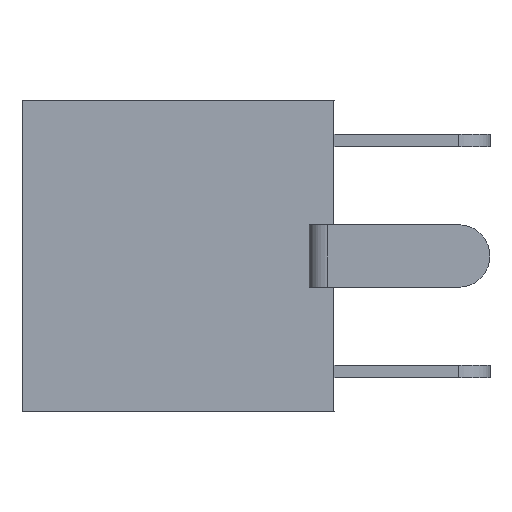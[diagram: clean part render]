
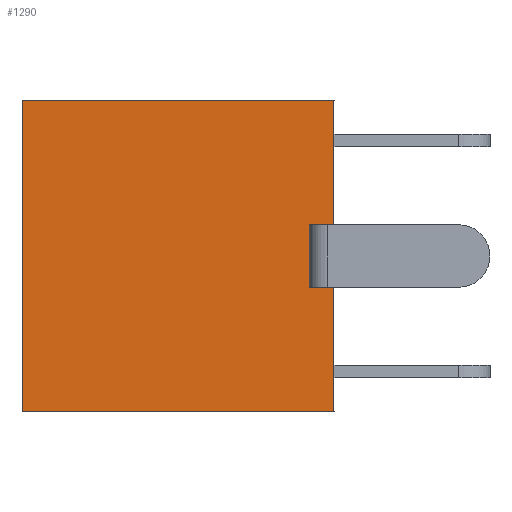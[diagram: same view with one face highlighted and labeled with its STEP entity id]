
A CAD part, left-side view. The second image highlights one B-rep face of the part: STEP entity #1290.
In plain terms, the highlighted planar face has unit normal (-1, 0, 0).
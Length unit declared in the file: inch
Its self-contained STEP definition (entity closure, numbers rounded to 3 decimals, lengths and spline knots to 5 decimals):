
#42 = EDGE_CURVE ( 'NONE', #637, #649, #589, .T. ) ;
#110 = ORIENTED_EDGE ( 'NONE', *, *, #1572, .F. ) ;
#126 = DIRECTION ( 'NONE',  ( 0., -1., 0. ) ) ;
#143 = VERTEX_POINT ( 'NONE', #1616 ) ;
#203 = DIRECTION ( 'NONE',  ( 0., 0., -1. ) ) ;
#241 = CARTESIAN_POINT ( 'NONE',  ( -0.4252, -0.09843, -0.09843 ) ) ;
#368 = CARTESIAN_POINT ( 'NONE',  ( -0.4252, -0.09843, 0.09843 ) ) ;
#418 = ORIENTED_EDGE ( 'NONE', *, *, #1484, .F. ) ;
#461 = VERTEX_POINT ( 'NONE', #544 ) ;
#544 = CARTESIAN_POINT ( 'NONE',  ( -0.4252, 0.09843, 0.09843 ) ) ;
#589 = LINE ( 'NONE', #368, #1598 ) ;
#637 = VERTEX_POINT ( 'NONE', #241 ) ;
#649 = VERTEX_POINT ( 'NONE', #1366 ) ;
#657 = LINE ( 'NONE', #1534, #1225 ) ;
#687 = FACE_OUTER_BOUND ( 'NONE', #1612, .T. ) ;
#688 = ORIENTED_EDGE ( 'NONE', *, *, #1260, .T. ) ;
#806 = ORIENTED_EDGE ( 'NONE', *, *, #42, .T. ) ;
#957 = DIRECTION ( 'NONE',  ( 0., 0., 1. ) ) ;
#959 = AXIS2_PLACEMENT_3D ( 'NONE', #1459, #1452, #203 ) ;
#1036 = LINE ( 'NONE', #1545, #1202 ) ;
#1043 = DIRECTION ( 'NONE',  ( 0., 0., 1. ) ) ;
#1056 = PLANE ( 'NONE',  #959 ) ;
#1202 = VECTOR ( 'NONE', #1043, 39.37008 ) ;
#1225 = VECTOR ( 'NONE', #126, 39.37008 ) ;
#1260 = EDGE_CURVE ( 'NONE', #143, #637, #1548, .T. ) ;
#1290 = ADVANCED_FACE ( 'NONE', ( #687 ), #1056, .F. ) ;
#1299 = CARTESIAN_POINT ( 'NONE',  ( -0.4252, 0.09843, -0.09843 ) ) ;
#1366 = CARTESIAN_POINT ( 'NONE',  ( -0.4252, -0.09843, 0.09843 ) ) ;
#1413 = DIRECTION ( 'NONE',  ( 0., -1., 0. ) ) ;
#1452 = DIRECTION ( 'NONE',  ( 1., 0., 0. ) ) ;
#1459 = CARTESIAN_POINT ( 'NONE',  ( -0.4252, 0.09843, 0.09843 ) ) ;
#1466 = VECTOR ( 'NONE', #1413, 39.37008 ) ;
#1484 = EDGE_CURVE ( 'NONE', #143, #461, #1036, .T. ) ;
#1534 = CARTESIAN_POINT ( 'NONE',  ( -0.4252, 0.09843, 0.09843 ) ) ;
#1545 = CARTESIAN_POINT ( 'NONE',  ( -0.4252, 0.09843, 0.09843 ) ) ;
#1548 = LINE ( 'NONE', #1299, #1466 ) ;
#1572 = EDGE_CURVE ( 'NONE', #461, #649, #657, .T. ) ;
#1598 = VECTOR ( 'NONE', #957, 39.37008 ) ;
#1612 = EDGE_LOOP ( 'NONE', ( #688, #806, #110, #418 ) ) ;
#1616 = CARTESIAN_POINT ( 'NONE',  ( -0.4252, 0.09843, -0.09843 ) ) ;
